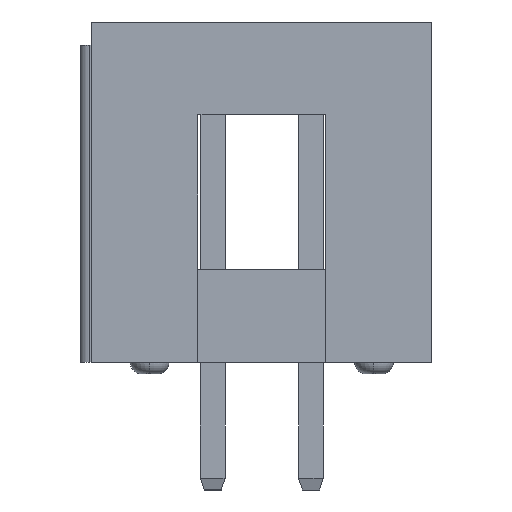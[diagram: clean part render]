
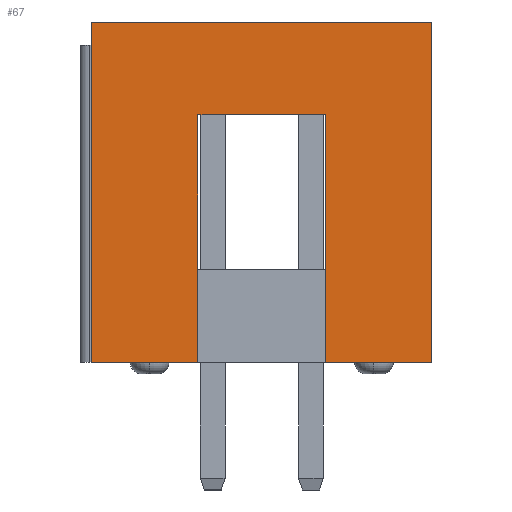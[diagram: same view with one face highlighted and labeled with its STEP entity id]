
A CAD part, left-side view. The second image highlights one B-rep face of the part: STEP entity #67.
In plain terms, the highlighted planar face has unit normal (-1, 0, 0).
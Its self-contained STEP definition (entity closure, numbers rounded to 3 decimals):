
#67=ADVANCED_FACE('NONE',(#391),#392,.T.);
#391=FACE_OUTER_BOUND('',#1034,.T.);
#392=PLANE('',#1035);
#1034=EDGE_LOOP('',(#1863,#1864,#1865,#1866,#1867,#1868,#1869,#1870));
#1035=AXIS2_PLACEMENT_3D('',#1871,#1872,#1873);
#1863=ORIENTED_EDGE('',*,*,#3927,.T.);
#1864=ORIENTED_EDGE('',*,*,#3821,.F.);
#1865=ORIENTED_EDGE('',*,*,#3858,.F.);
#1866=ORIENTED_EDGE('',*,*,#3930,.T.);
#1867=ORIENTED_EDGE('',*,*,#3931,.T.);
#1868=ORIENTED_EDGE('',*,*,#3932,.T.);
#1869=ORIENTED_EDGE('',*,*,#3854,.F.);
#1870=ORIENTED_EDGE('',*,*,#3933,.T.);
#1871=CARTESIAN_POINT('',(396.291,95.002,-11.85));
#1872=DIRECTION('',(-1.0,0.,0.));
#1873=DIRECTION('',(0.,1.0,0.0));
#3821=EDGE_CURVE('NONE',#4516,#4518,#4519,.T.);
#3854=EDGE_CURVE('NONE',#4573,#4575,#4576,.T.);
#3858=EDGE_CURVE('NONE',#4581,#4516,#4583,.T.);
#3927=EDGE_CURVE('NONE',#4706,#4518,#4707,.T.);
#3930=EDGE_CURVE('NONE',#4581,#4711,#4712,.T.);
#3931=EDGE_CURVE('NONE',#4711,#4713,#4714,.T.);
#3932=EDGE_CURVE('NONE',#4713,#4575,#4715,.T.);
#3933=EDGE_CURVE('NONE',#4573,#4706,#4716,.T.);
#4516=VERTEX_POINT('NONE',#5618);
#4518=VERTEX_POINT('NONE',#5621);
#4519=LINE('',#5622,#5623);
#4573=VERTEX_POINT('NONE',#5703);
#4575=VERTEX_POINT('NONE',#5706);
#4576=LINE('',#5707,#5708);
#4581=VERTEX_POINT('NONE',#5715);
#4583=LINE('',#5718,#5719);
#4706=VERTEX_POINT('NONE',#5901);
#4707=LINE('',#5902,#5903);
#4711=VERTEX_POINT('NONE',#5909);
#4712=LINE('',#5910,#5911);
#4713=VERTEX_POINT('NONE',#5912);
#4714=LINE('',#5913,#5914);
#4715=LINE('',#5915,#5916);
#4716=LINE('',#5917,#5918);
#5618=CARTESIAN_POINT('',(396.291,103.792,-11.85));
#5621=CARTESIAN_POINT('',(396.291,103.792,-3.05));
#5622=CARTESIAN_POINT('',(396.291,103.792,-11.85));
#5623=VECTOR('',#7316,1000.0);
#5703=CARTESIAN_POINT('',(396.291,94.992,-11.85));
#5706=CARTESIAN_POINT('',(396.291,97.742,-11.85));
#5707=CARTESIAN_POINT('',(396.291,99.402,-11.85));
#5708=VECTOR('',#7359,1000.0);
#5715=CARTESIAN_POINT('',(396.291,101.042,-11.85));
#5718=CARTESIAN_POINT('',(396.291,99.402,-11.85));
#5719=VECTOR('',#7363,1000.0);
#5901=CARTESIAN_POINT('',(396.291,94.992,-3.05));
#5902=CARTESIAN_POINT('',(396.291,103.802,-3.05));
#5903=VECTOR('',#7450,1000.0);
#5909=CARTESIAN_POINT('',(396.291,101.042,-5.45));
#5910=CARTESIAN_POINT('',(396.291,101.042,-11.85));
#5911=VECTOR('',#7453,1000.0);
#5912=CARTESIAN_POINT('',(396.291,97.742,-5.45));
#5913=CARTESIAN_POINT('',(396.291,95.002,-5.45));
#5914=VECTOR('',#7454,1000.0);
#5915=CARTESIAN_POINT('',(396.291,97.742,-11.85));
#5916=VECTOR('',#7455,1000.0);
#5917=CARTESIAN_POINT('',(396.291,94.992,-11.85));
#5918=VECTOR('',#7456,1000.0);
#7316=DIRECTION('',(0.0,0.,1.0));
#7359=DIRECTION('',(0.0,1.0,0.));
#7363=DIRECTION('',(0.0,1.0,0.));
#7450=DIRECTION('',(0.0,1.0,0.));
#7453=DIRECTION('',(0.,0.,1.0));
#7454=DIRECTION('',(0.,-1.0,0.0));
#7455=DIRECTION('',(0.,0.,-1.0));
#7456=DIRECTION('',(0.,0.,1.0));
